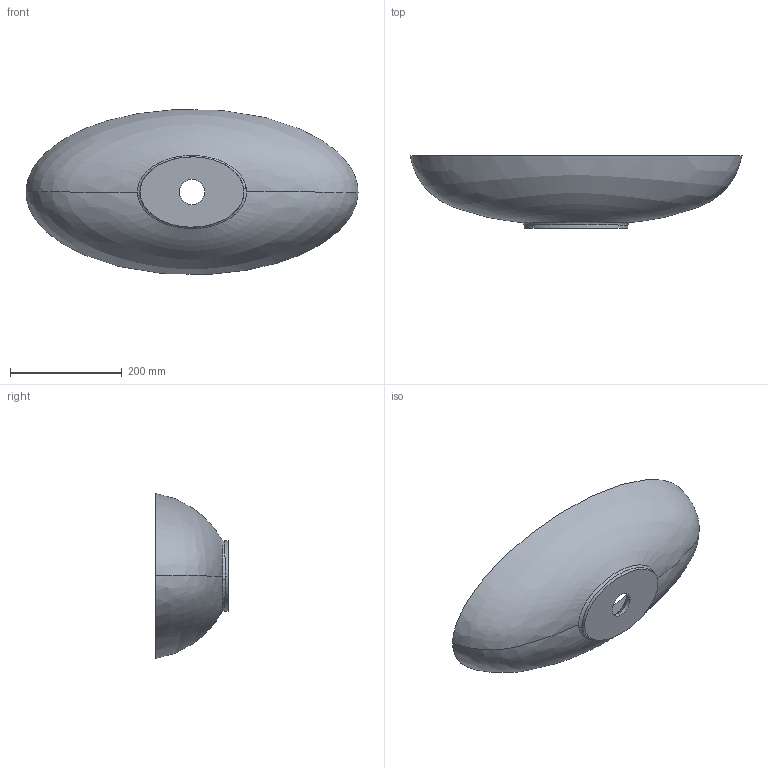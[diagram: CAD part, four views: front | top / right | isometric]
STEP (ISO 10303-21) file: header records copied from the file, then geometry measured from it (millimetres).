
FILE_DESCRIPTION (( 'STEP AP214' ), '1' );
FILE_NAME ('Nice 600c.STEP', '2019-12-04T14:18:40', ( '' ), ( '' ), 'SwSTEP 2.0', 'SolidWorks 2018', '' );
FILE_SCHEMA (( 'AUTOMOTIVE_DESIGN' ));
Length unit declared in the file: millimetre
Products named in the file (1): Nice 600c
Bounding box: 595 x 130 x 295.59 mm (x, y, z)
Volume: 3325295.3 mm3; surface area: 416991.4 mm2
Topology: 1 solids, 1 shells, 17 faces, 38 edges, 24 vertices
Faces by surface type: bspline 8, plane 3, torus 2, cone 2, cylinder 2
Entity records: 3137 total; most frequent: CARTESIAN_POINT 2773, ORIENTED_EDGE 76, DIRECTION 54, EDGE_CURVE 38, AXIS2_PLACEMENT_3D 24, VERTEX_POINT 24, EDGE_LOOP 20, ADVANCED_FACE 17
